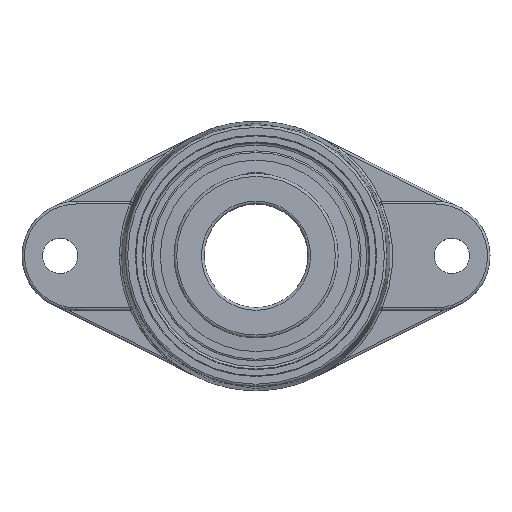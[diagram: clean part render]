
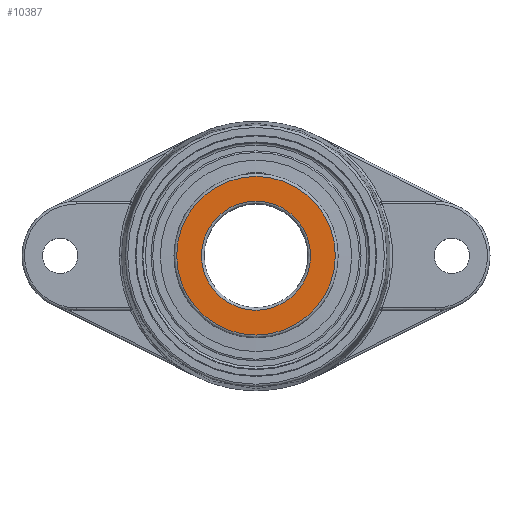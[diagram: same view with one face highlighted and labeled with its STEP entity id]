
A CAD part, top view. The second image highlights one B-rep face of the part: STEP entity #10387.
In plain terms, the highlighted face is planar.
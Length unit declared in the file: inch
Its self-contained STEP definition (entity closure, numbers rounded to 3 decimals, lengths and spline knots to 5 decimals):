
#10338=CARTESIAN_POINT('',(-0.78937,0.,0.));
#10339=VERTEX_POINT('',#10338);
#10349=CARTESIAN_POINT('',(0.,-0.,0.));
#10350=DIRECTION('',(-0.,0.,-1.));
#10351=DIRECTION('',(1.,0.,-0.));
#10352=AXIS2_PLACEMENT_3D('',#10349,#10350,#10351);
#10353=CIRCLE('',#10352,0.78937);
#10354=EDGE_CURVE('',#10339,#10339,#10353,.T.);
#10359=CARTESIAN_POINT('',(0.,-0.,0.));
#10360=DIRECTION('',(0.,-0.,1.));
#10361=DIRECTION('',(1.,0.,-0.));
#10362=AXIS2_PLACEMENT_3D('',#10359,#10360,#10361);
#10363=PLANE('',#10362);
#10364=CARTESIAN_POINT('',(-1.14763,0.,0.));
#10365=VERTEX_POINT('',#10364);
#10366=CARTESIAN_POINT('',(1.14763,-0.,0.));
#10367=VERTEX_POINT('',#10366);
#10368=CARTESIAN_POINT('',(0.,-0.,0.));
#10369=DIRECTION('',(0.,-0.,1.));
#10370=DIRECTION('',(-1.,0.,0.));
#10371=AXIS2_PLACEMENT_3D('',#10368,#10369,#10370);
#10372=CIRCLE('',#10371,1.14763);
#10373=EDGE_CURVE('',#10365,#10367,#10372,.T.);
#10374=ORIENTED_EDGE('',*,*,#10373,.F.);
#10375=CARTESIAN_POINT('',(0.,-0.,0.));
#10376=DIRECTION('',(0.,-0.,1.));
#10377=DIRECTION('',(-1.,0.,0.));
#10378=AXIS2_PLACEMENT_3D('',#10375,#10376,#10377);
#10379=CIRCLE('',#10378,1.14763);
#10380=EDGE_CURVE('',#10367,#10365,#10379,.T.);
#10381=ORIENTED_EDGE('',*,*,#10380,.F.);
#10382=EDGE_LOOP('',(#10374,#10381));
#10383=FACE_BOUND('',#10382,.T.);
#10384=ORIENTED_EDGE('',*,*,#10354,.F.);
#10385=EDGE_LOOP('',(#10384));
#10386=FACE_BOUND('',#10385,.T.);
#10387=ADVANCED_FACE('',(#10383,#10386),#10363,.F.);
